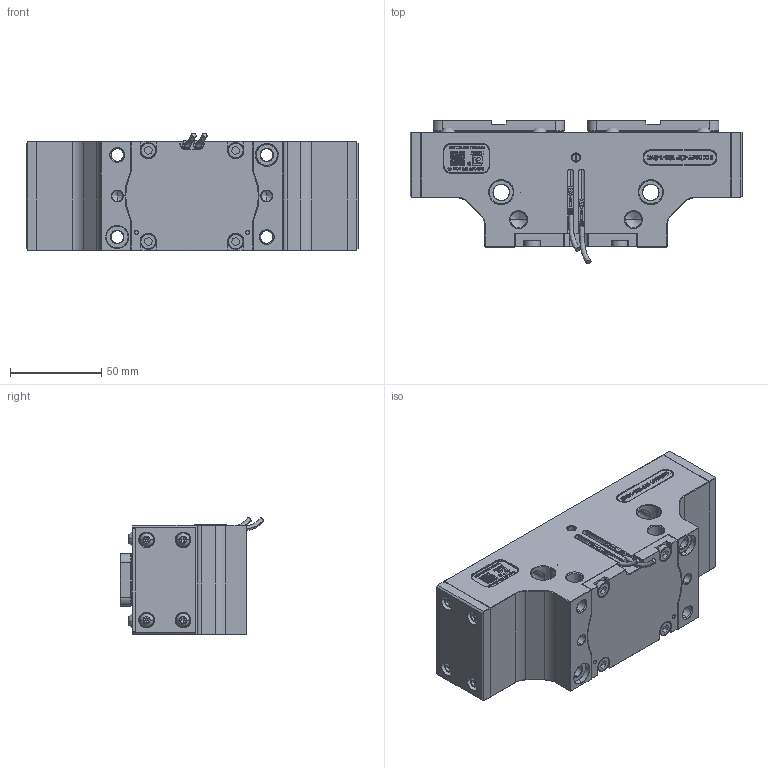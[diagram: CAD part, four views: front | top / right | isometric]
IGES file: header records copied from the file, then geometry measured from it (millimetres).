
Start section: SolidWorks IGES file using analytic representation for surfaces
Global section: file name: FY-JGP 125-1-SAD.IGS; native system: SolidWorks 2015; preprocessor: SolidWorks 2015; author: Administrator; date: 231204.164740; units: millimetre
Bounding box: 182 x 78.56 x 64.37 mm (x, y, z)
Surface area: 141819.7 mm2 (no closed solid volume)
Topology: 0 solids, 0 shells, 2945 faces, 28806 edges, 28738 vertices
Faces by surface type: bspline 2139, revolution 806
